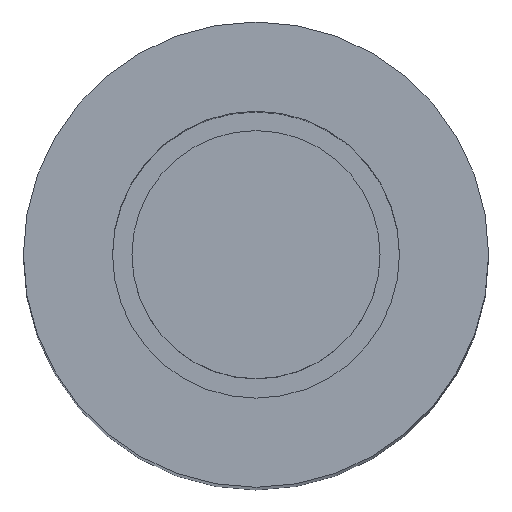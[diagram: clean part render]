
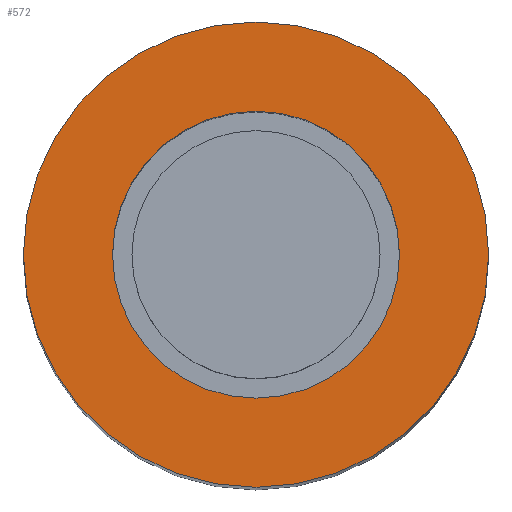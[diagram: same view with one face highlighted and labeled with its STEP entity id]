
A CAD part, top view. The second image highlights one B-rep face of the part: STEP entity #572.
In plain terms, the highlighted planar face has unit normal (0, 0, 1).
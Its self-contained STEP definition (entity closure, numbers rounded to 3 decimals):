
#29 = DIRECTION ( 'NONE',  ( 1., 0., 0. ) ) ;
#40 = DIRECTION ( 'NONE',  ( 0., 0., 1. ) ) ;
#45 = CARTESIAN_POINT ( 'NONE',  ( 0., 0., 0. ) ) ;
#86 = VERTEX_POINT ( 'NONE', #654 ) ;
#87 = DIRECTION ( 'NONE',  ( 0., 0., 1. ) ) ;
#89 = DIRECTION ( 'NONE',  ( 1., 0., 0. ) ) ;
#93 = CARTESIAN_POINT ( 'NONE',  ( 0., 0., 0. ) ) ;
#110 = CIRCLE ( 'NONE', #133, 1.85 ) ;
#113 = DIRECTION ( 'NONE',  ( 0., 0., 1. ) ) ;
#118 = DIRECTION ( 'NONE',  ( 1., 0., 0. ) ) ;
#125 = DIRECTION ( 'NONE',  ( 0., 0., 1. ) ) ;
#126 = AXIS2_PLACEMENT_3D ( 'NONE', #45, #40, #29 ) ;
#133 = AXIS2_PLACEMENT_3D ( 'NONE', #93, #125, #118 ) ;
#158 = EDGE_LOOP ( 'NONE', ( #719, #233 ) ) ;
#233 = ORIENTED_EDGE ( 'NONE', *, *, #372, .T. ) ;
#270 = EDGE_CURVE ( 'NONE', #886, #284, #110, .T. ) ;
#276 = CARTESIAN_POINT ( 'NONE',  ( -1.85, 0., 0. ) ) ;
#277 = EDGE_CURVE ( 'NONE', #86, #525, #878, .T. ) ;
#284 = VERTEX_POINT ( 'NONE', #295 ) ;
#291 = DIRECTION ( 'NONE',  ( 1., 0., 0. ) ) ;
#295 = CARTESIAN_POINT ( 'NONE',  ( 1.85, 0., 0. ) ) ;
#300 = FACE_BOUND ( 'NONE', #793, .T. ) ;
#307 = DIRECTION ( 'NONE',  ( 0., 0., 1. ) ) ;
#372 = EDGE_CURVE ( 'NONE', #525, #86, #710, .T. ) ;
#391 = CIRCLE ( 'NONE', #780, 1.85 ) ;
#473 = CARTESIAN_POINT ( 'NONE',  ( 0., 0., 0. ) ) ;
#525 = VERTEX_POINT ( 'NONE', #674 ) ;
#572 = ADVANCED_FACE ( 'NONE', ( #888, #300 ), #830, .T. ) ;
#608 = AXIS2_PLACEMENT_3D ( 'NONE', #473, #307, #291 ) ;
#634 = CARTESIAN_POINT ( 'NONE',  ( 0., 1.85, 0. ) ) ;
#654 = CARTESIAN_POINT ( 'NONE',  ( 3., 0., 0. ) ) ;
#674 = CARTESIAN_POINT ( 'NONE',  ( -3., 0., 0. ) ) ;
#710 = CIRCLE ( 'NONE', #608, 3. ) ;
#719 = ORIENTED_EDGE ( 'NONE', *, *, #277, .T. ) ;
#741 = CARTESIAN_POINT ( 'NONE',  ( 0., 0., 0. ) ) ;
#763 = DIRECTION ( 'NONE',  ( 1., 0., 0. ) ) ;
#768 = ORIENTED_EDGE ( 'NONE', *, *, #270, .F. ) ;
#771 = EDGE_CURVE ( 'NONE', #284, #886, #391, .T. ) ;
#780 = AXIS2_PLACEMENT_3D ( 'NONE', #741, #113, #763 ) ;
#781 = ORIENTED_EDGE ( 'NONE', *, *, #771, .F. ) ;
#793 = EDGE_LOOP ( 'NONE', ( #781, #768 ) ) ;
#830 = PLANE ( 'NONE',  #880 ) ;
#878 = CIRCLE ( 'NONE', #126, 3. ) ;
#880 = AXIS2_PLACEMENT_3D ( 'NONE', #634, #87, #89 ) ;
#886 = VERTEX_POINT ( 'NONE', #276 ) ;
#888 = FACE_OUTER_BOUND ( 'NONE', #158, .T. ) ;
